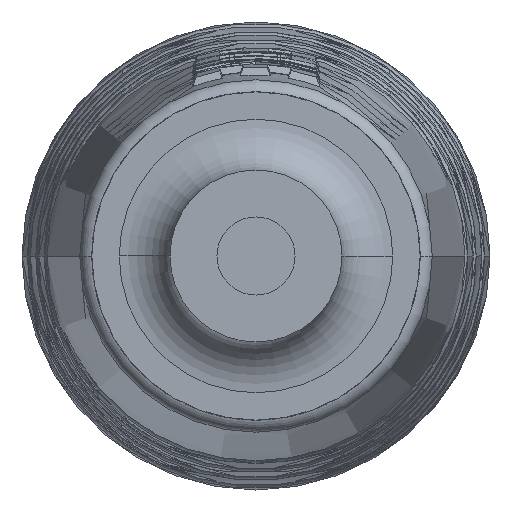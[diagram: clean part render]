
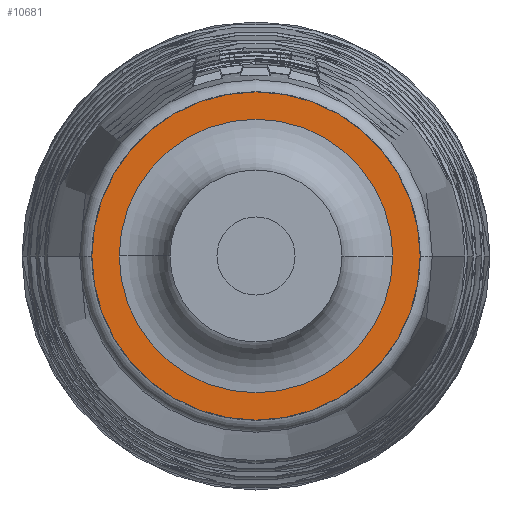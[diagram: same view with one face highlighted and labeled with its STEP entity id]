
A CAD part, front view. The second image highlights one B-rep face of the part: STEP entity #10681.
In plain terms, the highlighted face is planar.
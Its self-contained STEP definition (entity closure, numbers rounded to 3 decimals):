
#3948=CARTESIAN_POINT('',(9.7,0.,0.));
#3949=DIRECTION('',(1.,0.,0.));
#3950=DIRECTION('',(0.,1.,0.));
#3951=AXIS2_PLACEMENT_3D('',#3948,#3949,#3950);
#3957=CARTESIAN_POINT('',(9.7,0.,0.));
#3958=DIRECTION('',(-1.,0.,0.));
#3959=DIRECTION('',(0.,1.,0.));
#3960=AXIS2_PLACEMENT_3D('',#3957,#3958,#3959);
#3966=CARTESIAN_POINT('',(9.7,0.,0.));
#3967=DIRECTION('',(-1.,0.,0.));
#3968=DIRECTION('',(0.,1.,0.));
#3969=AXIS2_PLACEMENT_3D('',#3966,#3967,#3968);
#3971=CARTESIAN_POINT('',(9.7,0.,0.));
#3972=DIRECTION('',(1.,0.,0.));
#3973=DIRECTION('',(0.,1.,0.));
#3974=AXIS2_PLACEMENT_3D('',#3971,#3972,#3973);
#5074=CARTESIAN_POINT('',(9.7,1.,0.));
#5076=VERTEX_POINT('',#5074);
#5078=CARTESIAN_POINT('',(9.7,-1.,0.));
#5080=VERTEX_POINT('',#5078);
#5765=CARTESIAN_POINT('',(9.7,2.1,0.));
#5767=VERTEX_POINT('',#5765);
#5769=CARTESIAN_POINT('',(9.7,-2.1,0.));
#5771=VERTEX_POINT('',#5769);
#10666=CARTESIAN_POINT('',(9.7,0.,0.));
#10667=DIRECTION('',(1.,0.,0.));
#10668=DIRECTION('',(0.,-1.,0.));
#10669=AXIS2_PLACEMENT_3D('',#10666,#10667,#10668);
#10670=PLANE('',#10669);
#10671=ORIENTED_EDGE('',*,*,#10622,.F.);
#10672=ORIENTED_EDGE('',*,*,#10660,.T.);
#10673=EDGE_LOOP('',(#10671,#10672));
#10674=FACE_OUTER_BOUND('',#10673,.F.);
#10676=ORIENTED_EDGE('',*,*,#10675,.F.);
#10678=ORIENTED_EDGE('',*,*,#10677,.T.);
#10679=EDGE_LOOP('',(#10676,#10678));
#10680=FACE_BOUND('',#10679,.F.);
#3952=CIRCLE('',#3951,2.1);
#3961=CIRCLE('',#3960,2.1);
#3970=CIRCLE('',#3969,1.);
#3975=CIRCLE('',#3974,1.);
#10622=EDGE_CURVE('',#5767,#5771,#3952,.T.);
#10660=EDGE_CURVE('',#5767,#5771,#3961,.T.);
#10675=EDGE_CURVE('',#5076,#5080,#3970,.T.);
#10677=EDGE_CURVE('',#5076,#5080,#3975,.T.);
#10681=ADVANCED_FACE('',(#10674,#10680),#10670,.T.);
